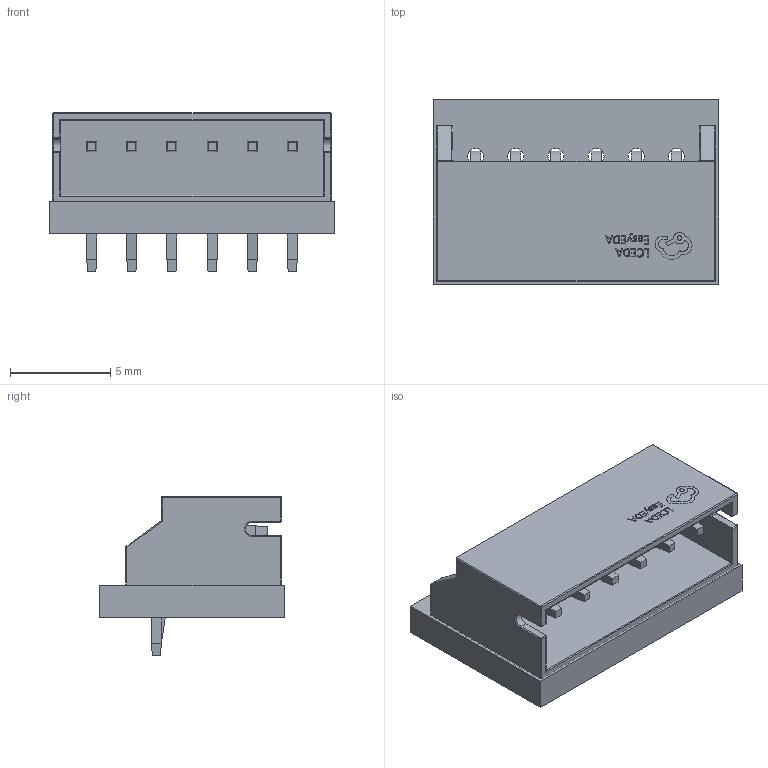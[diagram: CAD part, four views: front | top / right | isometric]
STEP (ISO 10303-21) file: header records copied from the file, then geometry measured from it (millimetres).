
FILE_DESCRIPTION(('Designed by EasyEDA Pro'),'2;1');
FILE_NAME('Open CASCADE Shape Model','2022-11-22T21:14:35',('Author'),( 'Open CASCADE'),'Open CASCADE STEP processor 7.6','Open CASCADE 7.6' ,'Unknown');
FILE_SCHEMA(('AUTOMOTIVE_DESIGN { 1 0 10303 214 1 1 1 1 }'));
Length unit declared in the file: millimetre
Products named in the file (5): PCBModel; COMPOUND; U1; CONN-TH_6P-P2.00_S6B-PH-K-S-LF-SN
Assembly tree (4 placements, depth 4):
  PCBModel
    COMPOUND
    U1
      CONN-TH_6P-P2.00_S6B-PH-K-S-LF-SN
        COMPOUND
Bounding box: 14.23 x 9.19 x 7.9 mm (x, y, z)
Volume: 375.5 mm3; surface area: 1007 mm2
Topology: 15 solids, 15 shells, 523 faces, 1309 edges, 816 vertices
Faces by surface type: plane 301, bspline 100, cylinder 99, sphere 16, torus 7
Full cylindrical faces by diameter (mm): 0.8 x6
Entity records: 18276 total; most frequent: CARTESIAN_POINT 4083, ORIENTED_EDGE 2594, DIRECTION 2052, EDGE_CURVE 1297, LINE 922, VECTOR 922, VERTEX_POINT 816, AXIS2_PLACEMENT_3D 565
